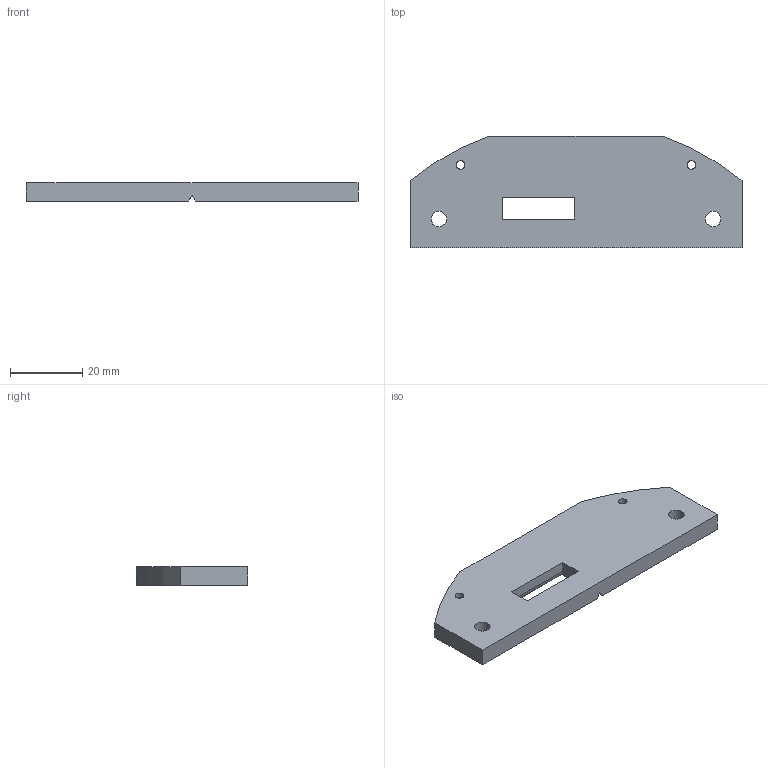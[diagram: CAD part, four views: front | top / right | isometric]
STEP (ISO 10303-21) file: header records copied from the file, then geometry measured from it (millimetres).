
FILE_DESCRIPTION (( 'STEP AP214' ), '1' );
FILE_NAME ('caseSide_w_switch.STEP', '2025-12-12T14:32:41', ( '' ), ( '' ), 'SwSTEP 2.0', 'SolidWorks 2026', '' );
FILE_SCHEMA (( 'AUTOMOTIVE_DESIGN' ));
Length unit declared in the file: millimetre
Products named in the file (1): caseSide_w_switch
Bounding box: 92 x 31 x 5 mm (x, y, z)
Volume: 12139.9 mm3; surface area: 6571.3 mm2
Topology: 1 solids, 1 shells, 32 faces, 85 edges, 56 vertices
Faces by surface type: cylinder 17, plane 15
Entity records: 1046 total; most frequent: CARTESIAN_POINT 186, DIRECTION 177, ORIENTED_EDGE 170, EDGE_CURVE 85, AXIS2_PLACEMENT_3D 63, VERTEX_POINT 56, LINE 51, VECTOR 51
